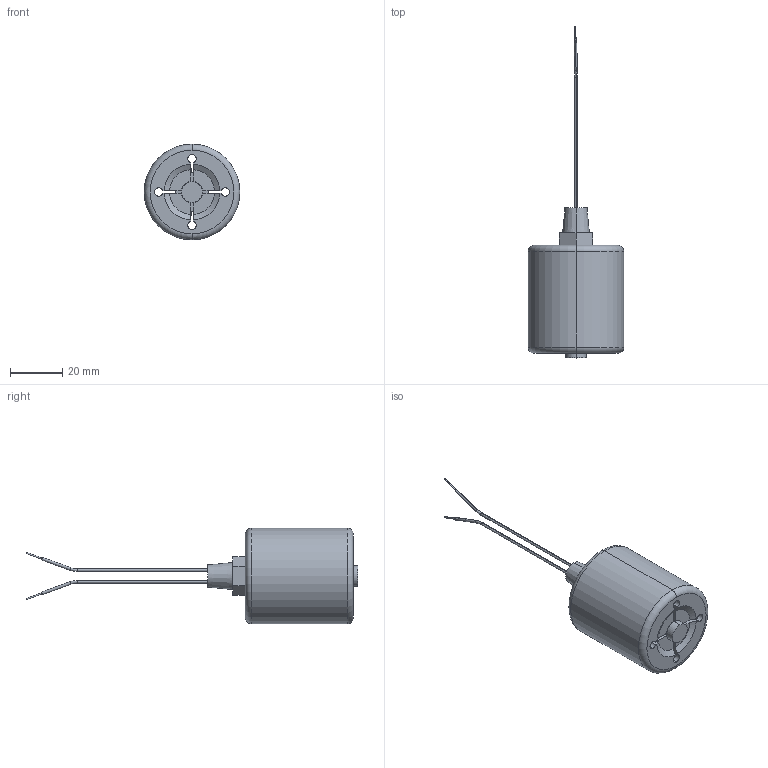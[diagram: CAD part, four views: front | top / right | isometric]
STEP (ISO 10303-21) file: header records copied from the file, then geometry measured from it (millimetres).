
FILE_DESCRIPTION (( 'STEP AP214' ), '1' );
FILE_NAME ('FLS-VL-010.STEP', '2014-01-31T18:38:35', ( '' ), ( '' ), 'SwSTEP 2.0', 'SolidWorks 2013', '' );
FILE_SCHEMA (( 'AUTOMOTIVE_DESIGN' ));
Length unit declared in the file: inch
Products named in the file (1): FLS-VL-010
Bounding box: 36.5 x 126.6 x 36.5 mm (x, y, z)
Volume: 12815.9 mm3; surface area: 14946.7 mm2
Topology: 2 solids, 2 shells, 125 faces, 326 edges, 216 vertices
Faces by surface type: cylinder 54, plane 53, cone 10, torus 8
Entity records: 3975 total; most frequent: CARTESIAN_POINT 722, DIRECTION 712, ORIENTED_EDGE 652, EDGE_CURVE 326, AXIS2_PLACEMENT_3D 278, VERTEX_POINT 216, LINE 156, VECTOR 156
